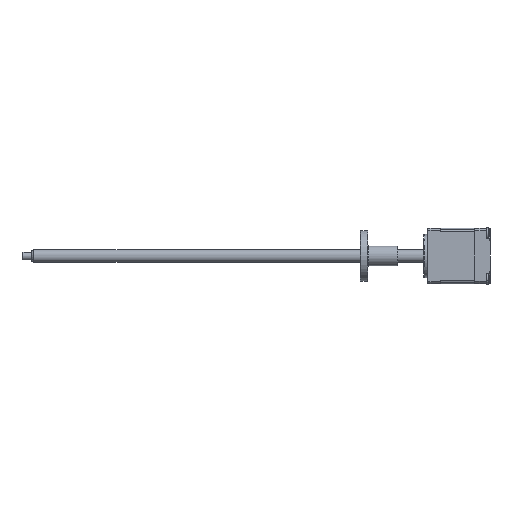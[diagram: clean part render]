
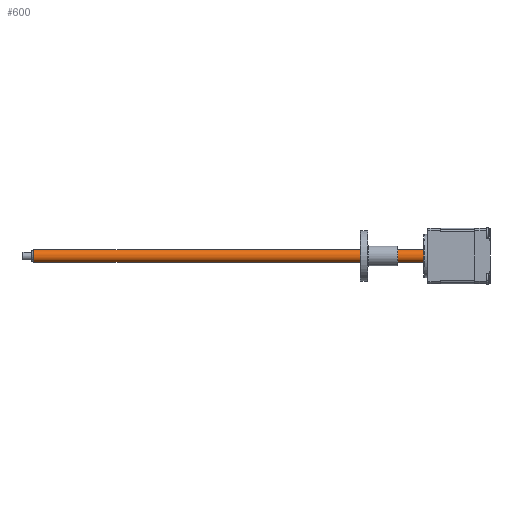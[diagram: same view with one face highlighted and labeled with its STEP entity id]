
A CAD part, left-side view. The second image highlights one B-rep face of the part: STEP entity #600.
In plain terms, the highlighted cylindrical face has radius 3.175 mm (diameter 6.35 mm), a partial arc.
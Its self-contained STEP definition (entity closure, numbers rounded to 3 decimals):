
#189 = AXIS2_PLACEMENT_3D ( 'NONE', #2117, #4785, #7617 ) ;
#346 = FACE_OUTER_BOUND ( 'NONE', #3424, .T. ) ;
#600 = ADVANCED_FACE ( 'NONE', ( #346 ), #4241, .T. ) ;
#643 = CARTESIAN_POINT ( 'NONE',  ( -2.455, 213.276, 33.6 ) ) ;
#758 = DIRECTION ( 'NONE',  ( -0.417, 0., 0.909 ) ) ;
#827 = CIRCLE ( 'NONE', #9509, 3.175 ) ;
#903 = VERTEX_POINT ( 'NONE', #4308 ) ;
#986 = DIRECTION ( 'NONE',  ( 0., -1., 0. ) ) ;
#1031 = ORIENTED_EDGE ( 'NONE', *, *, #1906, .F. ) ;
#1375 = CARTESIAN_POINT ( 'NONE',  ( -3.779, 14.276, 36.486 ) ) ;
#1447 = DIRECTION ( 'NONE',  ( 0.417, 0., -0.909 ) ) ;
#1507 = ORIENTED_EDGE ( 'NONE', *, *, #3040, .T. ) ;
#1772 = CARTESIAN_POINT ( 'NONE',  ( -1.132, 214.276, 30.714 ) ) ;
#1830 = EDGE_CURVE ( 'NONE', #8437, #903, #7316, .T. ) ;
#1906 = EDGE_CURVE ( 'NONE', #9674, #5188, #2675, .T. ) ;
#2117 = CARTESIAN_POINT ( 'NONE',  ( -2.455, 214.276, 33.6 ) ) ;
#2675 = LINE ( 'NONE', #8161, #8917 ) ;
#3040 = EDGE_CURVE ( 'NONE', #9674, #8437, #827, .T. ) ;
#3165 = VECTOR ( 'NONE', #986, 1000. ) ;
#3424 = EDGE_LOOP ( 'NONE', ( #1507, #9877, #9604, #1031 ) ) ;
#3474 = DIRECTION ( 'NONE',  ( 0., -1., 0. ) ) ;
#4151 = CARTESIAN_POINT ( 'NONE',  ( -3.779, 213.276, 36.486 ) ) ;
#4241 = CYLINDRICAL_SURFACE ( 'NONE', #189, 3.175 ) ;
#4308 = CARTESIAN_POINT ( 'NONE',  ( -1.132, 14.276, 30.714 ) ) ;
#4785 = DIRECTION ( 'NONE',  ( 0., -1., 0. ) ) ;
#5188 = VERTEX_POINT ( 'NONE', #1375 ) ;
#5399 = CARTESIAN_POINT ( 'NONE',  ( -1.132, 213.276, 30.714 ) ) ;
#5457 = DIRECTION ( 'NONE',  ( 0., -1., 0. ) ) ;
#6132 = DIRECTION ( 'NONE',  ( 0., -1., 0. ) ) ;
#6307 = CIRCLE ( 'NONE', #7627, 3.175 ) ;
#7185 = EDGE_CURVE ( 'NONE', #5188, #903, #6307, .T. ) ;
#7316 = LINE ( 'NONE', #1772, #3165 ) ;
#7617 = DIRECTION ( 'NONE',  ( -0.417, 0., 0.909 ) ) ;
#7627 = AXIS2_PLACEMENT_3D ( 'NONE', #10154, #5457, #758 ) ;
#8161 = CARTESIAN_POINT ( 'NONE',  ( -3.779, 214.276, 36.486 ) ) ;
#8437 = VERTEX_POINT ( 'NONE', #5399 ) ;
#8917 = VECTOR ( 'NONE', #3474, 1000. ) ;
#9509 = AXIS2_PLACEMENT_3D ( 'NONE', #643, #6132, #1447 ) ;
#9604 = ORIENTED_EDGE ( 'NONE', *, *, #7185, .F. ) ;
#9674 = VERTEX_POINT ( 'NONE', #4151 ) ;
#9877 = ORIENTED_EDGE ( 'NONE', *, *, #1830, .T. ) ;
#10154 = CARTESIAN_POINT ( 'NONE',  ( -2.455, 14.276, 33.6 ) ) ;
